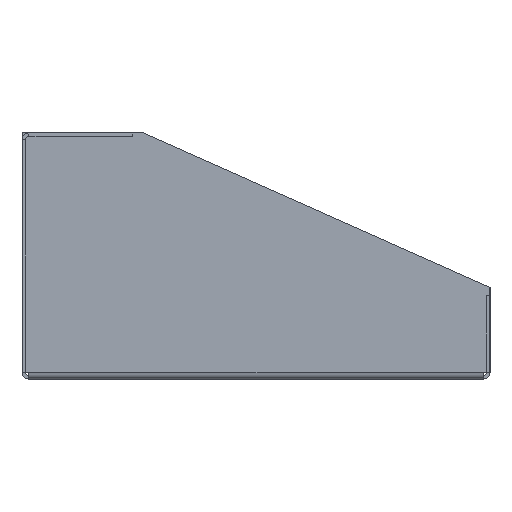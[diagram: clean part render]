
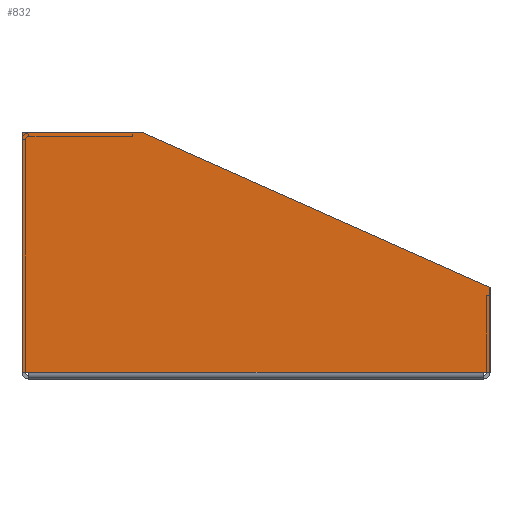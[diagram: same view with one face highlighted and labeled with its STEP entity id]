
A CAD part, left-side view. The second image highlights one B-rep face of the part: STEP entity #832.
In plain terms, the highlighted planar face has unit normal (-1, 0, 0).
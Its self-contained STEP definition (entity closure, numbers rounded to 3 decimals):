
#500 = VERTEX_POINT('',#501);
#501 = CARTESIAN_POINT('',(-2.,0.,2.));
#533 = VERTEX_POINT('',#534);
#534 = CARTESIAN_POINT('',(-2.,131.,2.));
#541 = EDGE_CURVE('',#533,#500,#542,.T.);
#542 = LINE('',#543,#544);
#543 = CARTESIAN_POINT('',(-2.,131.,2.));
#544 = VECTOR('',#545,1.);
#545 = DIRECTION('',(0.,-1.,0.));
#783 = EDGE_CURVE('',#784,#500,#786,.T.);
#784 = VERTEX_POINT('',#785);
#785 = CARTESIAN_POINT('',(-2.,-2.,2.));
#786 = LINE('',#787,#788);
#787 = CARTESIAN_POINT('',(-2.,-2.,2.));
#788 = VECTOR('',#789,1.);
#789 = DIRECTION('',(0.,1.,0.));
#832 = ADVANCED_FACE('',(#833),#875,.F.);
#833 = FACE_BOUND('',#834,.T.);
#834 = EDGE_LOOP('',(#835,#836,#837,#845,#853,#861,#869));
#835 = ORIENTED_EDGE('',*,*,#541,.T.);
#836 = ORIENTED_EDGE('',*,*,#783,.F.);
#837 = ORIENTED_EDGE('',*,*,#838,.T.);
#838 = EDGE_CURVE('',#784,#839,#841,.T.);
#839 = VERTEX_POINT('',#840);
#840 = CARTESIAN_POINT('',(-2.,-2.,26.477));
#841 = LINE('',#842,#843);
#842 = CARTESIAN_POINT('',(-2.,-2.,2.));
#843 = VECTOR('',#844,1.);
#844 = DIRECTION('',(0.,0.,1.));
#845 = ORIENTED_EDGE('',*,*,#846,.F.);
#846 = EDGE_CURVE('',#847,#839,#849,.T.);
#847 = VERTEX_POINT('',#848);
#848 = CARTESIAN_POINT('',(-2.,98.,71.));
#849 = LINE('',#850,#851);
#850 = CARTESIAN_POINT('',(-2.,98.,71.));
#851 = VECTOR('',#852,1.);
#852 = DIRECTION('',(0.,-0.914,-0.407)
  );
#853 = ORIENTED_EDGE('',*,*,#854,.F.);
#854 = EDGE_CURVE('',#855,#847,#857,.T.);
#855 = VERTEX_POINT('',#856);
#856 = CARTESIAN_POINT('',(-2.,133.,71.));
#857 = LINE('',#858,#859);
#858 = CARTESIAN_POINT('',(-2.,133.,71.));
#859 = VECTOR('',#860,1.);
#860 = DIRECTION('',(0.,-1.,0.));
#861 = ORIENTED_EDGE('',*,*,#862,.F.);
#862 = EDGE_CURVE('',#863,#855,#865,.T.);
#863 = VERTEX_POINT('',#864);
#864 = CARTESIAN_POINT('',(-2.,133.,2.));
#865 = LINE('',#866,#867);
#866 = CARTESIAN_POINT('',(-2.,133.,2.));
#867 = VECTOR('',#868,1.);
#868 = DIRECTION('',(0.,0.,1.));
#869 = ORIENTED_EDGE('',*,*,#870,.F.);
#870 = EDGE_CURVE('',#533,#863,#871,.T.);
#871 = LINE('',#872,#873);
#872 = CARTESIAN_POINT('',(-2.,-2.,2.));
#873 = VECTOR('',#874,1.);
#874 = DIRECTION('',(0.,1.,0.));
#875 = PLANE('',#876);
#876 = AXIS2_PLACEMENT_3D('',#877,#878,#879);
#877 = CARTESIAN_POINT('',(-2.,73.114,29.38));
#878 = DIRECTION('',(1.,0.,0.));
#879 = DIRECTION('',(0.,0.,1.));
